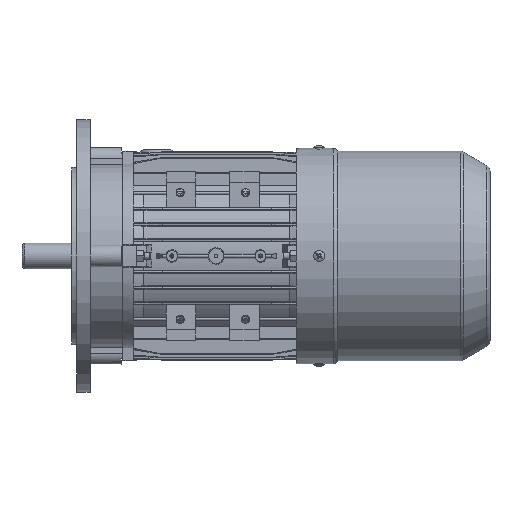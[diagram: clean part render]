
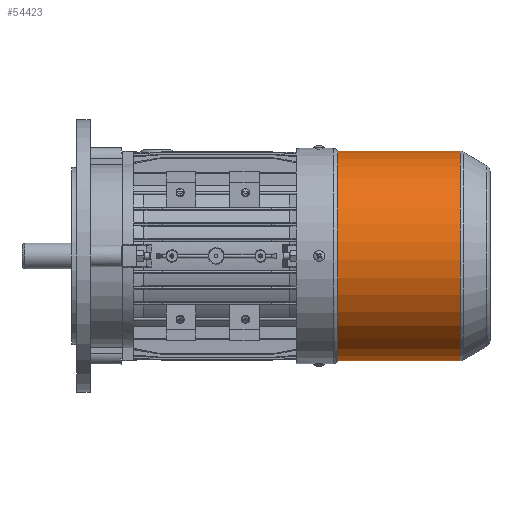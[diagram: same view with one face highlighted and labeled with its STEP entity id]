
A CAD part, front view. The second image highlights one B-rep face of the part: STEP entity #54423.
In plain terms, the highlighted cylindrical face has radius 77 mm (diameter 154 mm), a partial arc.
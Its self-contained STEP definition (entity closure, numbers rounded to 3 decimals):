
#18588 = DIRECTION ( 'NONE',  ( 0., 0., 1. ) ) ;
#18589 = DIRECTION ( 'NONE',  ( -1., 0., 0. ) ) ;
#18590 = CARTESIAN_POINT ( 'NONE',  ( -4.259, 0., 0. ) ) ;
#18591 = AXIS2_PLACEMENT_3D ( 'NONE', #18590, #18589, #18588 ) ;
#18593 = CYLINDRICAL_SURFACE ( 'NONE', #18591, 77. ) ;
#18594 = FACE_OUTER_BOUND ( 'NONE', #54424, .T. ) ;
#18595 = DIRECTION ( 'NONE',  ( 0., 0., 1. ) ) ;
#18596 = DIRECTION ( 'NONE',  ( -1., 0., 0. ) ) ;
#18597 = CARTESIAN_POINT ( 'NONE',  ( 121.691, 0., 0. ) ) ;
#18598 = AXIS2_PLACEMENT_3D ( 'NONE', #18597, #18596, #18595 ) ;
#18603 = CIRCLE ( 'NONE', #18598, 77. ) ;
#18699 = DIRECTION ( 'NONE',  ( 0., 0., 1. ) ) ;
#18700 = DIRECTION ( 'NONE',  ( -1., 0., 0. ) ) ;
#18701 = CARTESIAN_POINT ( 'NONE',  ( 31.853, 0., 0. ) ) ;
#18702 = AXIS2_PLACEMENT_3D ( 'NONE', #18701, #18700, #18699 ) ;
#18707 = CIRCLE ( 'NONE', #18702, 77. ) ;
#52167 = VERTEX_POINT ( 'NONE', #95081 ) ;
#52168 = VERTEX_POINT ( 'NONE', #95080 ) ;
#52194 = EDGE_CURVE ( 'NONE', #52216, #52167, #95148, .T. ) ;
#52216 = VERTEX_POINT ( 'NONE', #95194 ) ;
#52217 = VERTEX_POINT ( 'NONE', #95193 ) ;
#52219 = EDGE_CURVE ( 'NONE', #52217, #52168, #95192, .T. ) ;
#54422 = EDGE_CURVE ( 'NONE', #52217, #52216, #18603, .T. ) ;
#54423 = ADVANCED_FACE ( 'NONE', ( #18594 ), #18593, .T. ) ;
#54424 = EDGE_LOOP ( 'NONE', ( #54476, #54477, #54478, #54479 ) ) ;
#54476 = ORIENTED_EDGE ( 'NONE', *, *, #52219, .F. ) ;
#54477 = ORIENTED_EDGE ( 'NONE', *, *, #54422, .T. ) ;
#54478 = ORIENTED_EDGE ( 'NONE', *, *, #52194, .T. ) ;
#54479 = ORIENTED_EDGE ( 'NONE', *, *, #54480, .F. ) ;
#54480 = EDGE_CURVE ( 'NONE', #52168, #52167, #18707, .T. ) ;
#95080 = CARTESIAN_POINT ( 'NONE',  ( 31.853, 0., -77. ) ) ;
#95081 = CARTESIAN_POINT ( 'NONE',  ( 31.853, 0., 77. ) ) ;
#95145 = DIRECTION ( 'NONE',  ( -1., 0., 0. ) ) ;
#95146 = VECTOR ( 'NONE', #95145, 1000. ) ;
#95147 = CARTESIAN_POINT ( 'NONE',  ( -4.259, 0., 77. ) ) ;
#95148 = LINE ( 'NONE', #95147, #95146 ) ;
#95192 = LINE ( 'NONE', #95264, #95263 ) ;
#95193 = CARTESIAN_POINT ( 'NONE',  ( 121.691, 0., -77. ) ) ;
#95194 = CARTESIAN_POINT ( 'NONE',  ( 121.691, 0., 77. ) ) ;
#95262 = DIRECTION ( 'NONE',  ( -1., 0., 0. ) ) ;
#95263 = VECTOR ( 'NONE', #95262, 1000. ) ;
#95264 = CARTESIAN_POINT ( 'NONE',  ( -4.259, 0., -77. ) ) ;
